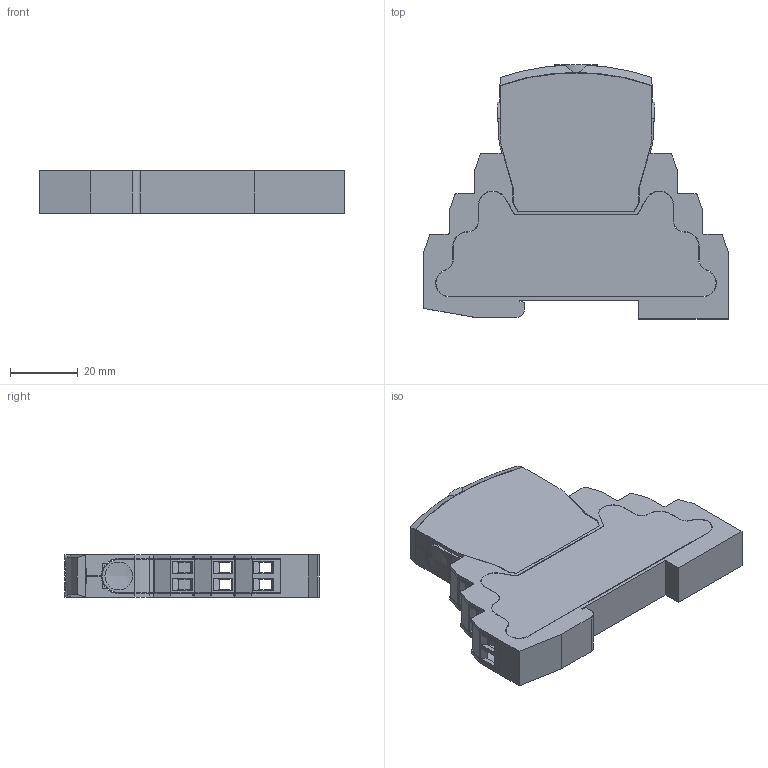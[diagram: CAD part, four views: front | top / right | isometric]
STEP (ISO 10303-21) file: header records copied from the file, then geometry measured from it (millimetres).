
FILE_DESCRIPTION (( 'STEP AP214' ), '1' );
FILE_NAME ('5080331.STEP', '2021-01-07T09:58:45', ( '' ), ( '' ), 'SwSTEP 2.0', 'SolidWorks 2020', '' );
FILE_SCHEMA (( 'AUTOMOTIVE_DESIGN' ));
Length unit declared in the file: millimetre
Products named in the file (11): 122058_Standard; 122053_links; 123292_Standard - Deckel links + rechts; 5080331; 122053_rechts; 122052; 123291_Standard; 125291_48V; 155731; 122057_Standard; 151655_HAFA
Assembly tree (15 placements, depth 4):
  5080331
    151655_HAFA
      122052
      122057_Standard  x4
      122058_Standard  x2
      122053_links
      122053_rechts
    125291_48V
      155731
        123291_Standard
      123292_Standard - Deckel links + rechts  x2
Bounding box: 90 x 75.1 x 12.5 mm (x, y, z)
Volume: 18157.9 mm3; surface area: 28888.7 mm2
Topology: 14 solids, 14 shells, 758 faces, 2111 edges, 1353 vertices
Faces by surface type: plane 475, cylinder 213, cone 36, bspline 28, torus 4, sphere 2
Full cylindrical faces by diameter (mm): 4 x12, 12.5 x1
Entity records: 19818 total; most frequent: CARTESIAN_POINT 4226, ORIENTED_EDGE 3142, DIRECTION 2912, EDGE_CURVE 1571, VECTOR 1086, LINE 1086, VERTEX_POINT 999, AXIS2_PLACEMENT_3D 913
